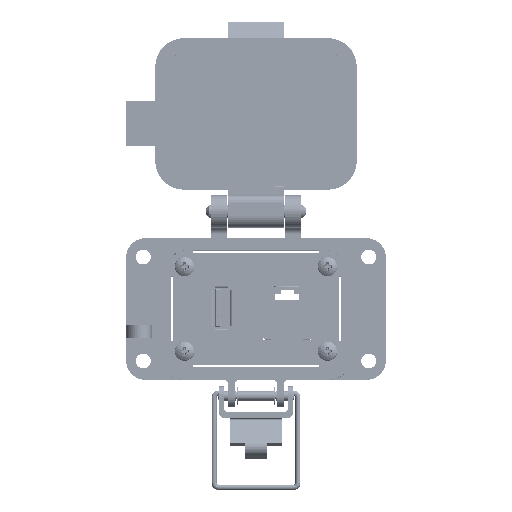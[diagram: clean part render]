
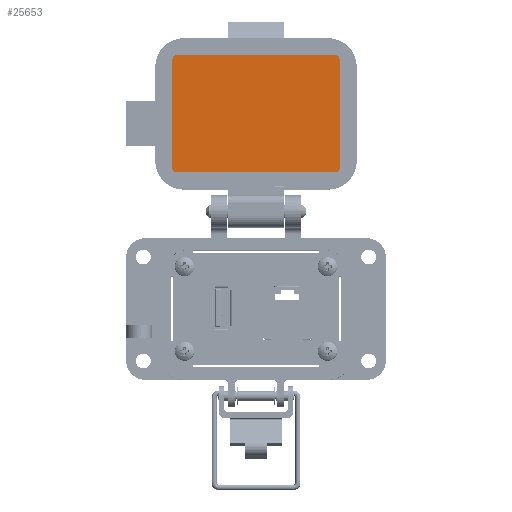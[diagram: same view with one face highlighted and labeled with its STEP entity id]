
A CAD part, top view. The second image highlights one B-rep face of the part: STEP entity #25653.
In plain terms, the highlighted planar face has unit normal (0, 0, 1).
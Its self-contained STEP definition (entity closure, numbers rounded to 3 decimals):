
#385 = VERTEX_POINT ( 'NONE', #23126 ) ;
#1022 = LINE ( 'NONE', #82778, #92452 ) ;
#1153 = CARTESIAN_POINT ( 'NONE',  ( 25.885, 50.257, -23.97 ) ) ;
#1515 = AXIS2_PLACEMENT_3D ( 'NONE', #46235, #75737, #2187 ) ;
#2187 = DIRECTION ( 'NONE',  ( -1., 0., 0. ) ) ;
#2500 = CARTESIAN_POINT ( 'NONE',  ( 0., 85.458, -23.97 ) ) ;
#4941 = ORIENTED_EDGE ( 'NONE', *, *, #94318, .F. ) ;
#6556 = CARTESIAN_POINT ( 'NONE',  ( -24.827, 49.199, -23.97 ) ) ;
#8946 = AXIS2_PLACEMENT_3D ( 'NONE', #70106, #84628, #70591 ) ;
#9058 = AXIS2_PLACEMENT_3D ( 'NONE', #87553, #21281, #50804 ) ;
#9085 = DIRECTION ( 'NONE',  ( -1., 0., 0. ) ) ;
#10097 = EDGE_LOOP ( 'NONE', ( #27495, #67774, #58158, #28251, #39629, #21111, #30778, #4941 ) ) ;
#15387 = CARTESIAN_POINT ( 'NONE',  ( 24.827, 84.4, -23.97 ) ) ;
#19064 = VERTEX_POINT ( 'NONE', #1153 ) ;
#19777 = LINE ( 'NONE', #2500, #77601 ) ;
#20680 = DIRECTION ( 'NONE',  ( -1., 0., 0. ) ) ;
#21111 = ORIENTED_EDGE ( 'NONE', *, *, #33794, .F. ) ;
#21281 = DIRECTION ( 'NONE',  ( 0., 0., -1. ) ) ;
#23071 = EDGE_CURVE ( 'NONE', #60611, #385, #41407, .T. ) ;
#23126 = CARTESIAN_POINT ( 'NONE',  ( -24.827, 85.458, -23.97 ) ) ;
#25653 = ADVANCED_FACE ( 'NONE', ( #60672 ), #31644, .F. ) ;
#27495 = ORIENTED_EDGE ( 'NONE', *, *, #23071, .F. ) ;
#28065 = VERTEX_POINT ( 'NONE', #53356 ) ;
#28251 = ORIENTED_EDGE ( 'NONE', *, *, #44319, .F. ) ;
#29993 = CARTESIAN_POINT ( 'NONE',  ( 24.827, 85.458, -23.97 ) ) ;
#30778 = ORIENTED_EDGE ( 'NONE', *, *, #47365, .F. ) ;
#31644 = PLANE ( 'NONE',  #64234 ) ;
#33794 = EDGE_CURVE ( 'NONE', #62046, #19064, #1022, .T. ) ;
#34054 = EDGE_CURVE ( 'NONE', #49626, #28065, #50812, .T. ) ;
#34938 = CARTESIAN_POINT ( 'NONE',  ( 24.828, 49.199, -23.97 ) ) ;
#36161 = LINE ( 'NONE', #86957, #76673 ) ;
#37461 = CARTESIAN_POINT ( 'NONE',  ( -25.885, 84.4, -23.97 ) ) ;
#39629 = ORIENTED_EDGE ( 'NONE', *, *, #63747, .F. ) ;
#41407 = CIRCLE ( 'NONE', #8946, 1.057 ) ;
#44319 = EDGE_CURVE ( 'NONE', #93570, #49626, #36161, .T. ) ;
#45207 = CARTESIAN_POINT ( 'NONE',  ( 0., 67.329, -23.97 ) ) ;
#46235 = CARTESIAN_POINT ( 'NONE',  ( 24.827, 50.257, -23.97 ) ) ;
#47365 = EDGE_CURVE ( 'NONE', #76892, #62046, #59949, .T. ) ;
#47508 = LINE ( 'NONE', #76548, #74573 ) ;
#49626 = VERTEX_POINT ( 'NONE', #6556 ) ;
#50804 = DIRECTION ( 'NONE',  ( -1., 0., 0. ) ) ;
#50812 = CIRCLE ( 'NONE', #9058, 1.057 ) ;
#53267 = DIRECTION ( 'NONE',  ( 0., -1., 0. ) ) ;
#53356 = CARTESIAN_POINT ( 'NONE',  ( -25.885, 50.257, -23.97 ) ) ;
#53889 = DIRECTION ( 'NONE',  ( 0., 1., 0. ) ) ;
#56545 = DIRECTION ( 'NONE',  ( 1., 0., 0. ) ) ;
#57208 = CIRCLE ( 'NONE', #1515, 1.057 ) ;
#58158 = ORIENTED_EDGE ( 'NONE', *, *, #34054, .F. ) ;
#59949 = CIRCLE ( 'NONE', #76924, 1.057 ) ;
#60611 = VERTEX_POINT ( 'NONE', #37461 ) ;
#60672 = FACE_OUTER_BOUND ( 'NONE', #10097, .T. ) ;
#62046 = VERTEX_POINT ( 'NONE', #66831 ) ;
#63747 = EDGE_CURVE ( 'NONE', #19064, #93570, #57208, .T. ) ;
#64234 = AXIS2_PLACEMENT_3D ( 'NONE', #45207, #82926, #53889 ) ;
#66831 = CARTESIAN_POINT ( 'NONE',  ( 25.885, 84.4, -23.97 ) ) ;
#67774 = ORIENTED_EDGE ( 'NONE', *, *, #95551, .F. ) ;
#70106 = CARTESIAN_POINT ( 'NONE',  ( -24.827, 84.4, -23.97 ) ) ;
#70591 = DIRECTION ( 'NONE',  ( -1., 0., 0. ) ) ;
#74408 = DIRECTION ( 'NONE',  ( 0., 0., -1. ) ) ;
#74573 = VECTOR ( 'NONE', #84746, 1000. ) ;
#75737 = DIRECTION ( 'NONE',  ( 0., 0., -1. ) ) ;
#76548 = CARTESIAN_POINT ( 'NONE',  ( -25.885, 67.329, -23.97 ) ) ;
#76673 = VECTOR ( 'NONE', #20680, 1000. ) ;
#76892 = VERTEX_POINT ( 'NONE', #29993 ) ;
#76924 = AXIS2_PLACEMENT_3D ( 'NONE', #15387, #74408, #9085 ) ;
#77601 = VECTOR ( 'NONE', #56545, 1000. ) ;
#82778 = CARTESIAN_POINT ( 'NONE',  ( 25.885, 67.329, -23.97 ) ) ;
#82926 = DIRECTION ( 'NONE',  ( 0., 0., -1. ) ) ;
#84628 = DIRECTION ( 'NONE',  ( 0., 0., -1. ) ) ;
#84746 = DIRECTION ( 'NONE',  ( 0., 1., 0. ) ) ;
#86957 = CARTESIAN_POINT ( 'NONE',  ( 0., 49.199, -23.97 ) ) ;
#87553 = CARTESIAN_POINT ( 'NONE',  ( -24.827, 50.257, -23.97 ) ) ;
#92452 = VECTOR ( 'NONE', #53267, 1000. ) ;
#93570 = VERTEX_POINT ( 'NONE', #34938 ) ;
#94318 = EDGE_CURVE ( 'NONE', #385, #76892, #19777, .T. ) ;
#95551 = EDGE_CURVE ( 'NONE', #28065, #60611, #47508, .T. ) ;
